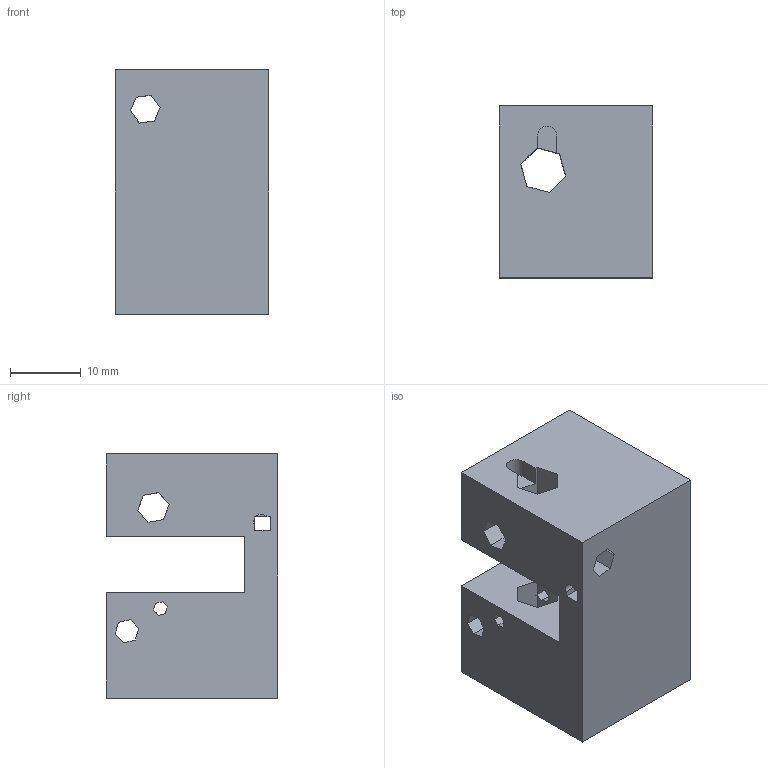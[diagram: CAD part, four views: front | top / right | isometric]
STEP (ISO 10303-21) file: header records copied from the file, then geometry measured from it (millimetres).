
FILE_DESCRIPTION(('Open CASCADE Model'),'2;1');
FILE_NAME('Open CASCADE Shape Model','2021-05-10T19:18:51',('Author'),( 'Open CASCADE'),'Open CASCADE STEP processor 7.4','Open CASCADE 7.4' ,'Unknown');
FILE_SCHEMA(('AUTOMOTIVE_DESIGN { 1 0 10303 214 1 1 1 1 }'));
Length unit declared in the file: millimetre
Products named in the file (1): Open CASCADE STEP translator 7.4 334
Bounding box: 21.64 x 24.26 x 34.48 mm (x, y, z)
Volume: 13184.8 mm3; surface area: 6031.2 mm2
Topology: 1 solids, 1 shells, 75 faces, 237 edges, 158 vertices
Faces by surface type: plane 72, cylinder 3
Entity records: 5512 total; most frequent: CARTESIAN_POINT 1159, DIRECTION 665, LINE 497, VECTOR 497, ORIENTED_EDGE 474, PCURVE 474, DEFINITIONAL_REPRESENTATION 474, EDGE_CURVE 237
